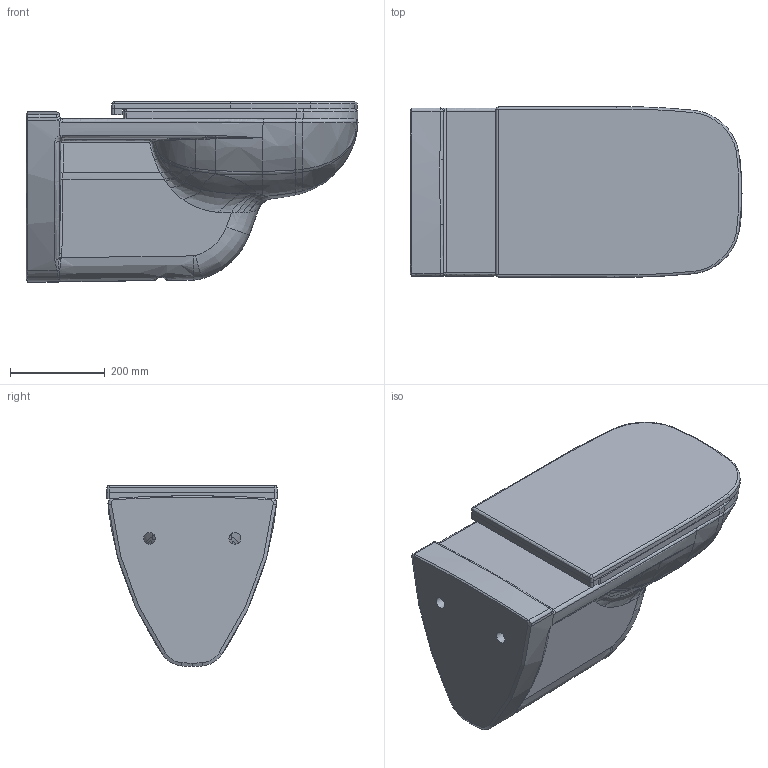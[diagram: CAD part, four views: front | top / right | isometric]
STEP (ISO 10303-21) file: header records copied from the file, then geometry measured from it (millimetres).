
FILE_DESCRIPTION((''),'2;1');
FILE_NAME('222809.stp','2012-11-06T15:03:01',('Administrator'),(''),'Autodesk Inventor 2011','Autodesk Inventor 2011','');
FILE_SCHEMA(('CONFIG_CONTROL_DESIGN'));
Length unit declared in the file: millimetre
Products named in the file (4): 222809; Deckel_unten_222809; Deckel_oben_222809
Assembly tree (3 placements, depth 2):
  222809
    222809
    Deckel_unten_222809
    Deckel_oben_222809
Bounding box: 700.04 x 359.66 x 381.42 mm (x, y, z)
Volume: 38093844.1 mm3; surface area: 1584183.4 mm2
Topology: 3 solids, 3 shells, 353 faces, 825 edges, 467 vertices
Faces by surface type: bspline 283, cylinder 26, plane 20, torus 10, sphere 8, cone 6
Full cylindrical faces by diameter (mm): 15 x2, 25 x2
Entity records: 37197 total; most frequent: CARTESIAN_POINT 30466, ORIENTED_EDGE 1618, EDGE_CURVE 809, DIRECTION 770, VERTEX_POINT 467, B_SPLINE_CURVE_WITH_KNOTS 452, EDGE_LOOP 368, FACE_OUTER_BOUND 353
